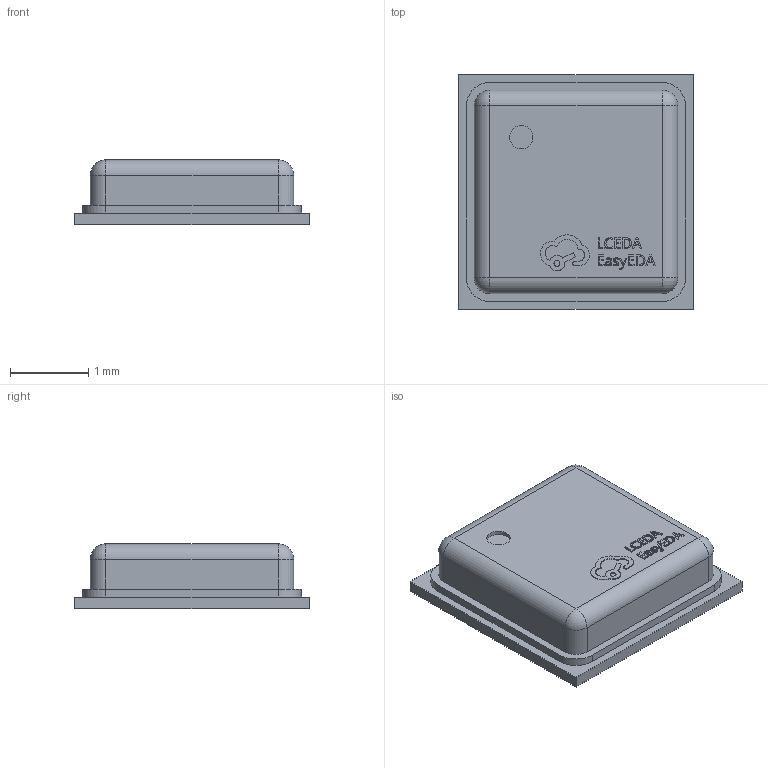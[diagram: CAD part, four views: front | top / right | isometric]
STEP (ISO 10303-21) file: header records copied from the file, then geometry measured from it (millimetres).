
FILE_DESCRIPTION (( 'STEP AP214' ), '1' );
FILE_NAME ('LGA-9_L3.0-W3.0-R3-C3-P1.STEP', '2022-09-18T09:07:46', ( '' ), ( '' ), 'SwSTEP 2.0', 'SolidWorks 2017', '' );
FILE_SCHEMA (( 'AUTOMOTIVE_DESIGN' ));
Length unit declared in the file: millimetre
Products named in the file (1): LGA-9_L3.0-W3.0-R3-C3-P1
Bounding box: 3 x 3 x 0.84 mm (x, y, z)
Volume: 5.9 mm3; surface area: 26 mm2
Topology: 1 solids, 1 shells, 304 faces, 805 edges, 530 vertices
Faces by surface type: plane 188, bspline 98, cylinder 14, sphere 4
Entity records: 13191 total; most frequent: CARTESIAN_POINT 2946, ORIENTED_EDGE 1602, DIRECTION 1043, EDGE_CURVE 801, LINE 573, VECTOR 573, VERTEX_POINT 530, EDGE_LOOP 335
